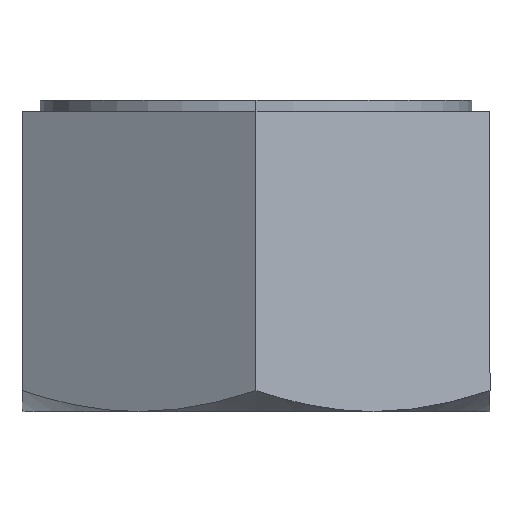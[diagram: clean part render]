
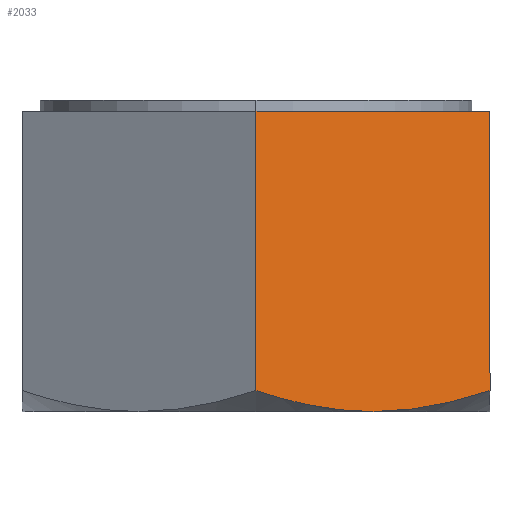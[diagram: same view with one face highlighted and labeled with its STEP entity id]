
A CAD part, left-side view. The second image highlights one B-rep face of the part: STEP entity #2033.
In plain terms, the highlighted planar face has unit normal (-0.866, -0.5, 0).
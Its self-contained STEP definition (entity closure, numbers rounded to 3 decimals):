
#22 = CARTESIAN_POINT ( 'NONE',  ( -14.722, -8.5, -21.8 ) ) ;
#108 = CARTESIAN_POINT ( 'NONE',  ( -19.63, 0., 0. ) ) ;
#155 = CARTESIAN_POINT ( 'NONE',  ( -16.384, -5.622, -21.655 ) ) ;
#190 = DIRECTION ( 'NONE',  ( 0., 0., 1. ) ) ;
#223 = LINE ( 'NONE', #250, #2113 ) ;
#244 = EDGE_CURVE ( 'NONE', #1085, #2298, #2206, .T. ) ;
#250 = CARTESIAN_POINT ( 'NONE',  ( -19.63, 0., -21.8 ) ) ;
#263 = CARTESIAN_POINT ( 'NONE',  ( -9.815, -17., -20.282 ) ) ;
#309 = CARTESIAN_POINT ( 'NONE',  ( -14.514, -8.861, -21.8 ) ) ;
#327 = CARTESIAN_POINT ( 'NONE',  ( -15.559, -7.052, -21.8 ) ) ;
#397 = CARTESIAN_POINT ( 'NONE',  ( -10.616, -15.613, -20.744 ) ) ;
#498 = CARTESIAN_POINT ( 'NONE',  ( -19.63, 0., -20.282 ) ) ;
#535 = EDGE_CURVE ( 'NONE', #1051, #2298, #1618, .T. ) ;
#543 = VERTEX_POINT ( 'NONE', #1385 ) ;
#597 = VECTOR ( 'NONE', #1967, 1000. ) ;
#611 = CARTESIAN_POINT ( 'NONE',  ( -14.722, -8.5, -21.8 ) ) ;
#653 = CARTESIAN_POINT ( 'NONE',  ( -18.827, -1.39, -20.745 ) ) ;
#684 = ORIENTED_EDGE ( 'NONE', *, *, #244, .F. ) ;
#691 = ORIENTED_EDGE ( 'NONE', *, *, #698, .F. ) ;
#698 = EDGE_CURVE ( 'NONE', #543, #1085, #223, .T. ) ;
#722 = ORIENTED_EDGE ( 'NONE', *, *, #2122, .T. ) ;
#741 = DIRECTION ( 'NONE',  ( 0.5, -0.866, 0. ) ) ;
#802 = AXIS2_PLACEMENT_3D ( 'NONE', #2239, #1398, #1585 ) ;
#834 = CARTESIAN_POINT ( 'NONE',  ( -13.888, -9.945, -21.756 ) ) ;
#873 = PLANE ( 'NONE',  #802 ) ;
#939 = CARTESIAN_POINT ( 'NONE',  ( -13.681, -10.304, -21.729 ) ) ;
#977 = VERTEX_POINT ( 'NONE', #611 ) ;
#1010 = ORIENTED_EDGE ( 'NONE', *, *, #535, .T. ) ;
#1035 = CARTESIAN_POINT ( 'NONE',  ( -18.018, -2.791, -21.127 ) ) ;
#1051 = VERTEX_POINT ( 'NONE', #263 ) ;
#1058 = CARTESIAN_POINT ( 'NONE',  ( -14.722, -8.5, -21.8 ) ) ;
#1085 = VERTEX_POINT ( 'NONE', #108 ) ;
#1172 = CARTESIAN_POINT ( 'NONE',  ( -13.06, -11.379, -21.625 ) ) ;
#1199 = B_SPLINE_CURVE_WITH_KNOTS ( 'NONE', 3,
 ( #22, #309, #2207, #834, #939, #1172, #1834, #1837, #397, #1484 ),
 .UNSPECIFIED., .F., .F.,
 ( 4, 2, 2, 2, 4 ),
 ( 0.01, 0.011, 0.012, 0.015, 0.02 ),
 .UNSPECIFIED. ) ;
#1219 = FACE_OUTER_BOUND ( 'NONE', #2291, .T. ) ;
#1244 = VECTOR ( 'NONE', #741, 1000. ) ;
#1385 = CARTESIAN_POINT ( 'NONE',  ( -19.63, 0., -20.282 ) ) ;
#1398 = DIRECTION ( 'NONE',  ( -0.866, -0.5, 0. ) ) ;
#1484 = CARTESIAN_POINT ( 'NONE',  ( -9.815, -17., -20.282 ) ) ;
#1585 = DIRECTION ( 'NONE',  ( 0.5, -0.866, 0. ) ) ;
#1618 = LINE ( 'NONE', #2098, #597 ) ;
#1718 = B_SPLINE_CURVE_WITH_KNOTS ( 'NONE', 3,
 ( #498, #653, #1035, #155, #327, #1058 ),
 .UNSPECIFIED., .F., .F.,
 ( 4, 2, 4 ),
 ( 0., 0.005, 0.01 ),
 .UNSPECIFIED. ) ;
#1777 = CARTESIAN_POINT ( 'NONE',  ( -9.815, -17., 0. ) ) ;
#1834 = CARTESIAN_POINT ( 'NONE',  ( -12.649, -12.091, -21.522 ) ) ;
#1837 = CARTESIAN_POINT ( 'NONE',  ( -11.423, -14.214, -21.126 ) ) ;
#1967 = DIRECTION ( 'NONE',  ( 0., 0., 1. ) ) ;
#2026 = EDGE_CURVE ( 'NONE', #543, #977, #1718, .T. ) ;
#2033 = ADVANCED_FACE ( 'NONE', ( #1219 ), #873, .T. ) ;
#2098 = CARTESIAN_POINT ( 'NONE',  ( -9.815, -17., -21.8 ) ) ;
#2113 = VECTOR ( 'NONE', #190, 1000. ) ;
#2122 = EDGE_CURVE ( 'NONE', #977, #1051, #1199, .T. ) ;
#2206 = LINE ( 'NONE', #2234, #1244 ) ;
#2207 = CARTESIAN_POINT ( 'NONE',  ( -14.305, -9.223, -21.791 ) ) ;
#2234 = CARTESIAN_POINT ( 'NONE',  ( -19.63, 0., 0. ) ) ;
#2239 = CARTESIAN_POINT ( 'NONE',  ( -19.63, 0., -21.8 ) ) ;
#2243 = ORIENTED_EDGE ( 'NONE', *, *, #2026, .T. ) ;
#2291 = EDGE_LOOP ( 'NONE', ( #691, #2243, #722, #1010, #684 ) ) ;
#2298 = VERTEX_POINT ( 'NONE', #1777 ) ;
